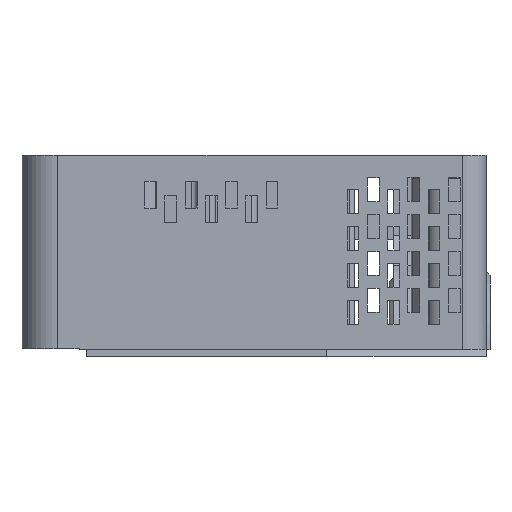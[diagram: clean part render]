
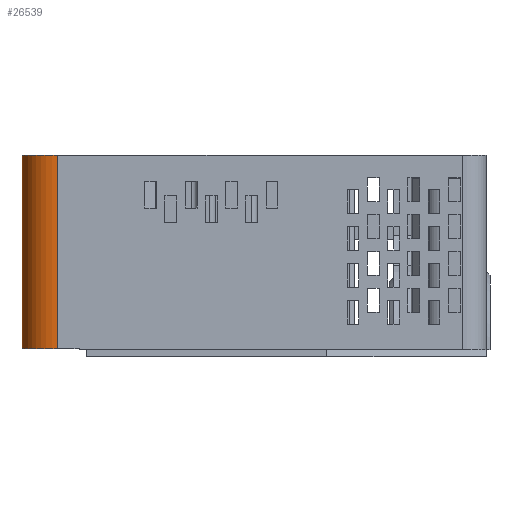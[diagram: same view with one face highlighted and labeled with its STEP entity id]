
A CAD part, left-side view. The second image highlights one B-rep face of the part: STEP entity #26539.
In plain terms, the highlighted cylindrical face has radius 6 mm (diameter 12 mm), a partial arc.
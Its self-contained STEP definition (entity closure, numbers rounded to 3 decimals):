
#65 = CARTESIAN_POINT ( 'NONE',  ( -78.038, 97.729, -140.895 ) ) ;
#144 = VERTEX_POINT ( 'NONE', #37347 ) ;
#1944 = ORIENTED_EDGE ( 'NONE', *, *, #19713, .F. ) ;
#3300 = LINE ( 'NONE', #29359, #9999 ) ;
#4362 = EDGE_LOOP ( 'NONE', ( #37724, #27098, #1944, #34003 ) ) ;
#4933 = DIRECTION ( 'NONE',  ( 0., 0., -1. ) ) ;
#5605 = CARTESIAN_POINT ( 'NONE',  ( -72.038, 97.729, -140.895 ) ) ;
#5917 = DIRECTION ( 'NONE',  ( 0., 0., -1. ) ) ;
#7885 = LINE ( 'NONE', #19826, #16238 ) ;
#8659 = CARTESIAN_POINT ( 'NONE',  ( -72.038, 97.729, -108.345 ) ) ;
#9999 = VECTOR ( 'NONE', #26428, 1000. ) ;
#12567 = AXIS2_PLACEMENT_3D ( 'NONE', #8659, #5917, #37825 ) ;
#13746 = CARTESIAN_POINT ( 'NONE',  ( -67.382, 101.513, -140.895 ) ) ;
#14489 = VERTEX_POINT ( 'NONE', #65 ) ;
#16238 = VECTOR ( 'NONE', #4933, 1000. ) ;
#17080 = VERTEX_POINT ( 'NONE', #36105 ) ;
#17358 = DIRECTION ( 'NONE',  ( 0., 0., -1. ) ) ;
#17551 = DIRECTION ( 'NONE',  ( -1., 0., 0. ) ) ;
#17654 = CYLINDRICAL_SURFACE ( 'NONE', #36280, 6. ) ;
#19445 = CIRCLE ( 'NONE', #12567, 6. ) ;
#19713 = EDGE_CURVE ( 'NONE', #14489, #22995, #37062, .T. ) ;
#19826 = CARTESIAN_POINT ( 'NONE',  ( -67.382, 101.513, -108.345 ) ) ;
#22995 = VERTEX_POINT ( 'NONE', #13746 ) ;
#24098 = FACE_OUTER_BOUND ( 'NONE', #4362, .T. ) ;
#26428 = DIRECTION ( 'NONE',  ( 0., 0., -1. ) ) ;
#26539 = ADVANCED_FACE ( 'NONE', ( #24098 ), #17654, .T. ) ;
#27098 = ORIENTED_EDGE ( 'NONE', *, *, #32965, .T. ) ;
#28166 = EDGE_CURVE ( 'NONE', #17080, #14489, #3300, .T. ) ;
#29281 = EDGE_CURVE ( 'NONE', #17080, #144, #19445, .T. ) ;
#29359 = CARTESIAN_POINT ( 'NONE',  ( -78.038, 97.729, -108.345 ) ) ;
#29599 = DIRECTION ( 'NONE',  ( -1., 0., 0. ) ) ;
#30805 = AXIS2_PLACEMENT_3D ( 'NONE', #5605, #17358, #17551 ) ;
#32965 = EDGE_CURVE ( 'NONE', #144, #22995, #7885, .T. ) ;
#34003 = ORIENTED_EDGE ( 'NONE', *, *, #28166, .F. ) ;
#35652 = CARTESIAN_POINT ( 'NONE',  ( -72.038, 97.729, -108.345 ) ) ;
#36105 = CARTESIAN_POINT ( 'NONE',  ( -78.038, 97.729, -108.345 ) ) ;
#36280 = AXIS2_PLACEMENT_3D ( 'NONE', #35652, #38391, #29599 ) ;
#37062 = CIRCLE ( 'NONE', #30805, 6. ) ;
#37347 = CARTESIAN_POINT ( 'NONE',  ( -67.382, 101.513, -108.345 ) ) ;
#37724 = ORIENTED_EDGE ( 'NONE', *, *, #29281, .T. ) ;
#37825 = DIRECTION ( 'NONE',  ( -1., 0., 0. ) ) ;
#38391 = DIRECTION ( 'NONE',  ( 0., 0., -1. ) ) ;
